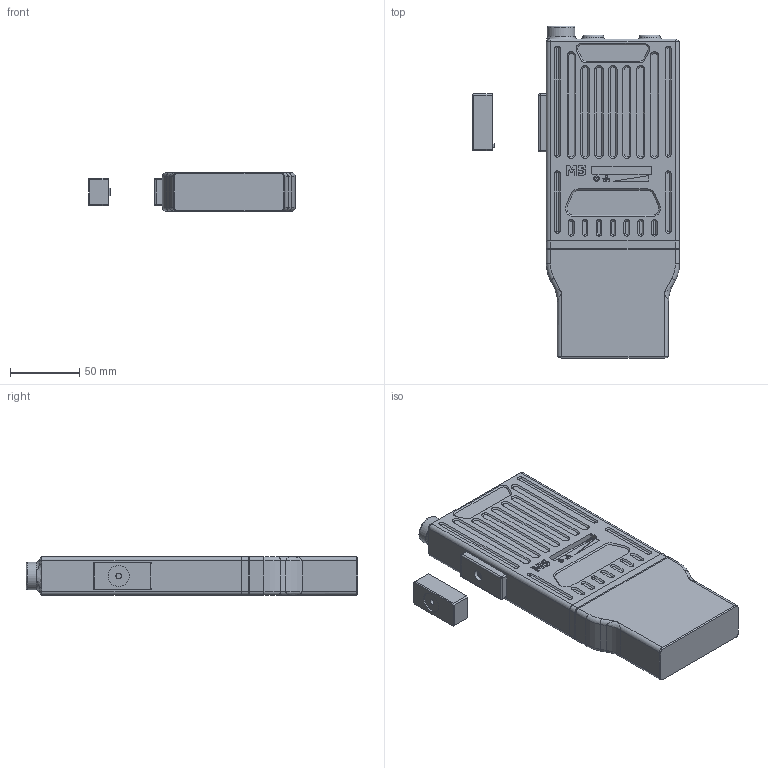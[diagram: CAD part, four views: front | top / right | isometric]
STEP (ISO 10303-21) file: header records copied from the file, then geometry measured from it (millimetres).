
FILE_DESCRIPTION(/* description */ (''),/* implementation_level */ '2;1');
FILE_NAME(/* name */ 'Rocket Case v1.step',/* time_stamp */ '2024-04-30T22:06:42-04:00',/* author */ (''),/* organization */ (''),/* preprocessor_version */ 'ST-DEVELOPER v20',/* originating_system */ 'Autodesk Translation Framework v12.20.1.177',/* authorisation */ '');
FILE_SCHEMA (('AUTOMOTIVE_DESIGN { 1 0 10303 214 3 1 1 }'));
Length unit declared in the file: millimetre
Products named in the file (1): Rocket Case
Bounding box: 149.2 x 239.3 x 28 mm (x, y, z)
Volume: 287920.1 mm3; surface area: 133363.3 mm2
Topology: 7 solids, 7 shells, 946 faces, 2430 edges, 1559 vertices
Faces by surface type: plane 473, cylinder 210, bspline 175, cone 56, torus 16, sphere 16
Full cylindrical faces by diameter (mm): 2.4 x6, 2.8 x4, 3 x8, 3.8 x4, 3.9 x8, 4 x4, 4.2 x2, 5 x1, 5.6 x1, 5.8 x1, 6 x5, 6.3 x2, 7 x1, 7.5 x1, 11 x2, 15.2 x1, 17 x1, 20 x1
Entity records: 29550 total; most frequent: CARTESIAN_POINT 7546, ORIENTED_EDGE 4836, DIRECTION 4190, EDGE_CURVE 2418, VERTEX_POINT 1559, LINE 1538, VECTOR 1538, AXIS2_PLACEMENT_3D 1326
